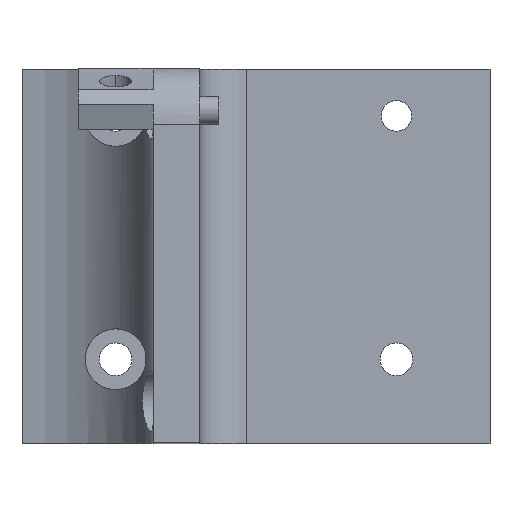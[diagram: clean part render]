
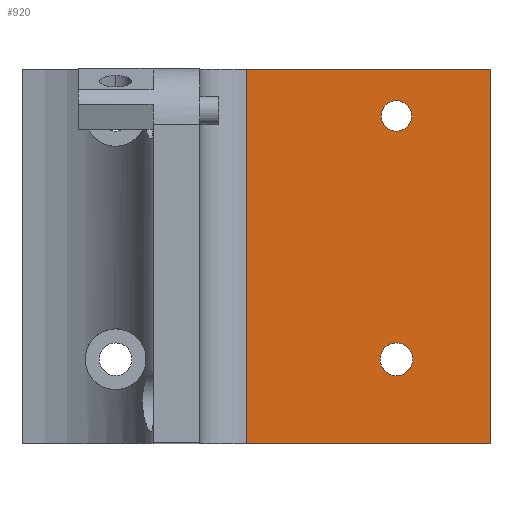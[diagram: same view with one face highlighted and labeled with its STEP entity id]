
A CAD part, top view. The second image highlights one B-rep face of the part: STEP entity #920.
In plain terms, the highlighted planar face has unit normal (0, 0, 1).
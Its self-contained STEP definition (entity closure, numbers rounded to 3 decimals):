
#11 = DIRECTION ( 'NONE',  ( 1., 0., 0. ) ) ;
#34 = AXIS2_PLACEMENT_3D ( 'NONE', #422, #1924, #1031 ) ;
#52 = DIRECTION ( 'NONE',  ( 0., 0., 1. ) ) ;
#57 = DIRECTION ( 'NONE',  ( 0., 0., 1. ) ) ;
#58 = LINE ( 'NONE', #1937, #503 ) ;
#70 = EDGE_CURVE ( 'NONE', #1486, #675, #1260, .T. ) ;
#75 = LINE ( 'NONE', #652, #590 ) ;
#118 = FACE_BOUND ( 'NONE', #1941, .T. ) ;
#133 = CARTESIAN_POINT ( 'NONE',  ( 8.66, 18.89, 5.734 ) ) ;
#171 = ORIENTED_EDGE ( 'NONE', *, *, #1099, .F. ) ;
#219 = CARTESIAN_POINT ( 'NONE',  ( 22.91, 27.89, 5.734 ) ) ;
#346 = VERTEX_POINT ( 'NONE', #219 ) ;
#412 = EDGE_CURVE ( 'NONE', #1013, #926, #75, .T. ) ;
#422 = CARTESIAN_POINT ( 'NONE',  ( 0., 0., 5.734 ) ) ;
#440 = LINE ( 'NONE', #684, #1191 ) ;
#455 = FACE_OUTER_BOUND ( 'NONE', #726, .T. ) ;
#503 = VECTOR ( 'NONE', #893, 1000. ) ;
#589 = VERTEX_POINT ( 'NONE', #1826 ) ;
#590 = VECTOR ( 'NONE', #1089, 1000. ) ;
#611 = DIRECTION ( 'NONE',  ( 0., 0., 1. ) ) ;
#652 = CARTESIAN_POINT ( 'NONE',  ( 8.66, 0., 5.734 ) ) ;
#655 = DIRECTION ( 'NONE',  ( 0., 0., 1. ) ) ;
#675 = VERTEX_POINT ( 'NONE', #951 ) ;
#681 = EDGE_CURVE ( 'NONE', #1791, #346, #1795, .T. ) ;
#684 = CARTESIAN_POINT ( 'NONE',  ( -15.34, 18.89, 5.734 ) ) ;
#699 = CARTESIAN_POINT ( 'NONE',  ( 26.285, 53.89, 5.734 ) ) ;
#701 = FACE_BOUND ( 'NONE', #1632, .T. ) ;
#726 = EDGE_LOOP ( 'NONE', ( #1426, #1728, #1437, #741 ) ) ;
#741 = ORIENTED_EDGE ( 'NONE', *, *, #1919, .T. ) ;
#803 = CARTESIAN_POINT ( 'NONE',  ( 26.41, 27.89, 5.734 ) ) ;
#893 = DIRECTION ( 'NONE',  ( -1., 0., 0. ) ) ;
#920 = ADVANCED_FACE ( 'NONE', ( #455, #701, #118 ), #1462, .T. ) ;
#925 = CIRCLE ( 'NONE', #1495, 1.625 ) ;
#926 = VERTEX_POINT ( 'NONE', #133 ) ;
#951 = CARTESIAN_POINT ( 'NONE',  ( 23.035, 53.89, 5.734 ) ) ;
#955 = CARTESIAN_POINT ( 'NONE',  ( 24.66, 53.89, 5.734 ) ) ;
#960 = CARTESIAN_POINT ( 'NONE',  ( 24.66, 27.89, 5.734 ) ) ;
#994 = ORIENTED_EDGE ( 'NONE', *, *, #70, .F. ) ;
#1013 = VERTEX_POINT ( 'NONE', #1224 ) ;
#1031 = DIRECTION ( 'NONE',  ( 1., 0., 0. ) ) ;
#1054 = CARTESIAN_POINT ( 'NONE',  ( 24.66, 53.89, 5.734 ) ) ;
#1089 = DIRECTION ( 'NONE',  ( 0., -1., 0. ) ) ;
#1099 = EDGE_CURVE ( 'NONE', #346, #1791, #1148, .T. ) ;
#1102 = DIRECTION ( 'NONE',  ( 1., 0., 0. ) ) ;
#1106 = DIRECTION ( 'NONE',  ( 1., 0., 0. ) ) ;
#1148 = CIRCLE ( 'NONE', #1736, 1.75 ) ;
#1191 = VECTOR ( 'NONE', #1428, 1000. ) ;
#1205 = EDGE_CURVE ( 'NONE', #926, #1710, #440, .T. ) ;
#1223 = LINE ( 'NONE', #1453, #1928 ) ;
#1224 = CARTESIAN_POINT ( 'NONE',  ( 8.66, 58.89, 5.734 ) ) ;
#1260 = CIRCLE ( 'NONE', #1375, 1.625 ) ;
#1296 = ORIENTED_EDGE ( 'NONE', *, *, #1788, .F. ) ;
#1305 = ORIENTED_EDGE ( 'NONE', *, *, #681, .F. ) ;
#1375 = AXIS2_PLACEMENT_3D ( 'NONE', #1054, #611, #11 ) ;
#1426 = ORIENTED_EDGE ( 'NONE', *, *, #1551, .T. ) ;
#1428 = DIRECTION ( 'NONE',  ( 1., 0., 0. ) ) ;
#1437 = ORIENTED_EDGE ( 'NONE', *, *, #1205, .T. ) ;
#1453 = CARTESIAN_POINT ( 'NONE',  ( 34.66, 58.89, 5.734 ) ) ;
#1462 = PLANE ( 'NONE',  #34 ) ;
#1486 = VERTEX_POINT ( 'NONE', #699 ) ;
#1495 = AXIS2_PLACEMENT_3D ( 'NONE', #955, #52, #1102 ) ;
#1547 = CARTESIAN_POINT ( 'NONE',  ( 24.66, 27.89, 5.734 ) ) ;
#1551 = EDGE_CURVE ( 'NONE', #589, #1013, #58, .T. ) ;
#1632 = EDGE_LOOP ( 'NONE', ( #171, #1305 ) ) ;
#1697 = DIRECTION ( 'NONE',  ( 1., 0., 0. ) ) ;
#1710 = VERTEX_POINT ( 'NONE', #1824 ) ;
#1728 = ORIENTED_EDGE ( 'NONE', *, *, #412, .T. ) ;
#1736 = AXIS2_PLACEMENT_3D ( 'NONE', #1547, #655, #1697 ) ;
#1758 = DIRECTION ( 'NONE',  ( 0., 1., 0. ) ) ;
#1788 = EDGE_CURVE ( 'NONE', #675, #1486, #925, .T. ) ;
#1791 = VERTEX_POINT ( 'NONE', #803 ) ;
#1795 = CIRCLE ( 'NONE', #1847, 1.75 ) ;
#1824 = CARTESIAN_POINT ( 'NONE',  ( 34.66, 18.89, 5.734 ) ) ;
#1826 = CARTESIAN_POINT ( 'NONE',  ( 34.66, 58.89, 5.734 ) ) ;
#1847 = AXIS2_PLACEMENT_3D ( 'NONE', #960, #57, #1106 ) ;
#1919 = EDGE_CURVE ( 'NONE', #1710, #589, #1223, .T. ) ;
#1924 = DIRECTION ( 'NONE',  ( 0., 0., 1. ) ) ;
#1928 = VECTOR ( 'NONE', #1758, 1000. ) ;
#1937 = CARTESIAN_POINT ( 'NONE',  ( -15.34, 58.89, 5.734 ) ) ;
#1941 = EDGE_LOOP ( 'NONE', ( #1296, #994 ) ) ;
